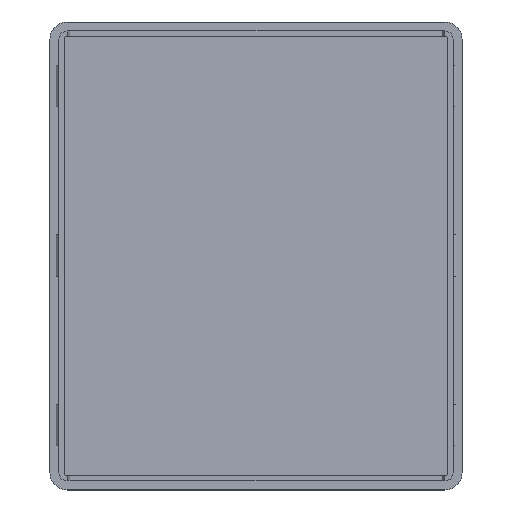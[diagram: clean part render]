
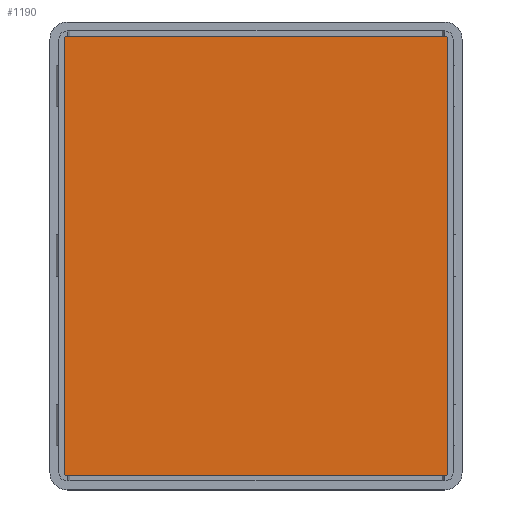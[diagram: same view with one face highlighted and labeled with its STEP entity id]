
A CAD part, top view. The second image highlights one B-rep face of the part: STEP entity #1190.
In plain terms, the highlighted planar face has unit normal (0, 0, 1).
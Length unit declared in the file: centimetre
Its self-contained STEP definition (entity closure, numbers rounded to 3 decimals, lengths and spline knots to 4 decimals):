
#126=CIRCLE('',#1256,0.07);
#128=CIRCLE('',#1260,0.07);
#130=CIRCLE('',#1264,0.07);
#131=CIRCLE('',#1266,0.07);
#216=VERTEX_POINT('',#1760);
#217=VERTEX_POINT('',#1762);
#220=VERTEX_POINT('',#1782);
#221=VERTEX_POINT('',#1784);
#222=VERTEX_POINT('',#1788);
#223=VERTEX_POINT('',#1792);
#225=VERTEX_POINT('',#1798);
#227=VERTEX_POINT('',#1804);
#347=VECTOR('',#1434,1.);
#353=VECTOR('',#1462,1.);
#357=VECTOR('',#1471,1.);
#361=VECTOR('',#1482,1.);
#481=LINE('',#1761,#347);
#487=LINE('',#1783,#353);
#491=LINE('',#1793,#357);
#495=LINE('',#1805,#361);
#621=EDGE_CURVE('',#217,#216,#481,.T.);
#633=EDGE_CURVE('',#221,#220,#487,.T.);
#636=EDGE_CURVE('',#220,#222,#126,.T.);
#638=EDGE_CURVE('',#222,#223,#491,.T.);
#641=EDGE_CURVE('',#223,#225,#128,.T.);
#644=EDGE_CURVE('',#225,#227,#495,.T.);
#646=EDGE_CURVE('',#227,#217,#130,.T.);
#647=EDGE_CURVE('',#216,#221,#131,.T.);
#928=ORIENTED_EDGE('',*,*,#633,.T.);
#929=ORIENTED_EDGE('',*,*,#636,.T.);
#930=ORIENTED_EDGE('',*,*,#638,.T.);
#931=ORIENTED_EDGE('',*,*,#641,.T.);
#932=ORIENTED_EDGE('',*,*,#644,.T.);
#933=ORIENTED_EDGE('',*,*,#646,.T.);
#934=ORIENTED_EDGE('',*,*,#621,.T.);
#935=ORIENTED_EDGE('',*,*,#647,.T.);
#1052=EDGE_LOOP('',(#928,#929,#930,#931,#932,#933,#934,#935));
#1124=FACE_BOUND('',#1052,.T.);
#1190=ADVANCED_FACE('',(#1124),#1903,.T.);
#1256=AXIS2_PLACEMENT_3D('',#1789,#1467,#1468);
#1260=AXIS2_PLACEMENT_3D('',#1799,#1477,#1478);
#1264=AXIS2_PLACEMENT_3D('',#1808,#1487,#1488);
#1266=AXIS2_PLACEMENT_3D('',#1810,#1491,#1492);
#1267=AXIS2_PLACEMENT_3D('',#1811,#1493,$);
#1434=DIRECTION('',(1.,0.,0.));
#1462=DIRECTION('',(0.,1.,0.));
#1467=DIRECTION('',(0.,0.,1.));
#1468=DIRECTION('',(0.07,0.,0.));
#1471=DIRECTION('',(-1.,0.,0.));
#1477=DIRECTION('',(0.,0.,1.));
#1478=DIRECTION('',(0.07,0.,0.));
#1482=DIRECTION('',(0.,-1.,0.));
#1487=DIRECTION('',(0.,0.,1.));
#1488=DIRECTION('',(0.07,0.,0.));
#1491=DIRECTION('',(0.,0.,1.));
#1492=DIRECTION('',(0.07,0.,0.));
#1493=DIRECTION('',(0.,0.,1.));
#1760=CARTESIAN_POINT('',(9.2,0.33,0.1));
#1761=CARTESIAN_POINT('',(4.8,0.33,0.1));
#1762=CARTESIAN_POINT('',(0.4,0.33,0.1));
#1782=CARTESIAN_POINT('',(9.27,10.5,0.1));
#1783=CARTESIAN_POINT('',(9.27,5.45,0.1));
#1784=CARTESIAN_POINT('',(9.27,0.4,0.1));
#1788=CARTESIAN_POINT('',(9.2,10.57,0.1));
#1789=CARTESIAN_POINT('',(9.2,10.5,0.1));
#1792=CARTESIAN_POINT('',(0.4,10.57,0.1));
#1793=CARTESIAN_POINT('',(4.8,10.57,0.1));
#1798=CARTESIAN_POINT('',(0.33,10.5,0.1));
#1799=CARTESIAN_POINT('',(0.4,10.5,0.1));
#1804=CARTESIAN_POINT('',(0.33,0.4,0.1));
#1805=CARTESIAN_POINT('',(0.33,5.45,0.1));
#1808=CARTESIAN_POINT('',(0.4,0.4,0.1));
#1810=CARTESIAN_POINT('',(9.2,0.4,0.1));
#1811=CARTESIAN_POINT('',(4.8,5.45,0.1));
#1903=PLANE('',#1267);
